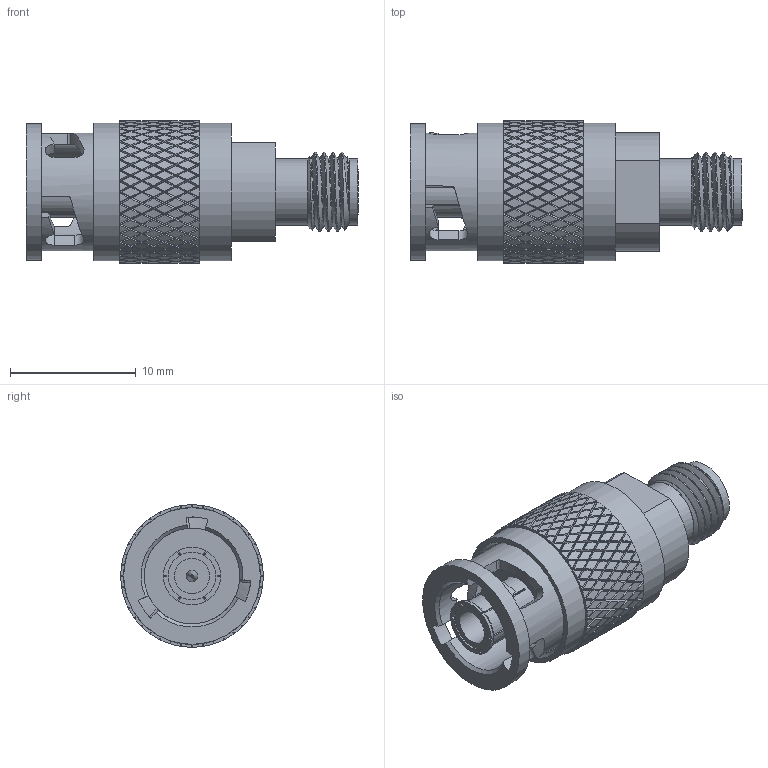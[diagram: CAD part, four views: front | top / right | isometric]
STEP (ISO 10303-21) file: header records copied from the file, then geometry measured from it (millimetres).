
FILE_DESCRIPTION (( 'STEP AP203' ), '1' );
FILE_NAME ('SM5521_3D.step', '2022-10-20T23:10:07', ( '' ), ( '' ), 'SwSTEP 2.0', 'SolidWorks 2021', '' );
FILE_SCHEMA (( 'CONFIG_CONTROL_DESIGN' ));
Products named in the file (1): SM5521_3D
Bounding box: 26.42 x 11.33 x 11.33 mm (x, y, z)
Volume: 1567.9 mm3; surface area: 1542.4 mm2
Topology: 1 solids, 1 shells, 1930 faces, 4056 edges, 2138 vertices
Faces by surface type: bspline 1467, cylinder 359, plane 90, cone 14
Full cylindrical faces by diameter (mm): 0.914 x1, 0.94 x1, 1.168 x1, 2.794 x1, 4.064 x1, 4.572 x1, 5.334 x2, 7.62 x1, 9.398 x1, 9.652 x1, 10.871 x1, 10.922 x2
Entity records: 155318 total; most frequent: CARTESIAN_POINT 130251, ORIENTED_EDGE 8052, EDGE_CURVE 4026, VERTEX_POINT 2128, EDGE_LOOP 1964, FACE_OUTER_BOUND 1943, ADVANCED_FACE 1929, B_SPLINE_CURVE_WITH_KNOTS 1718
